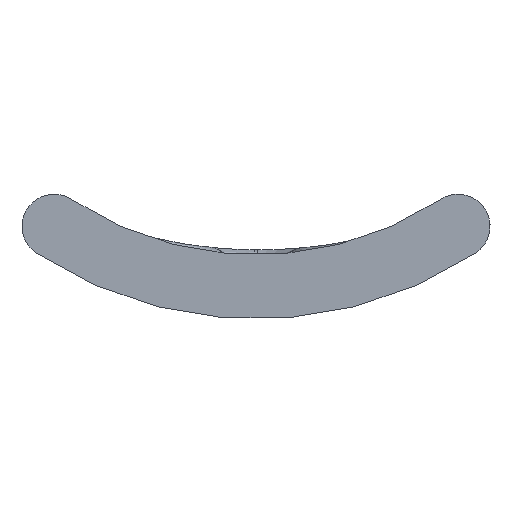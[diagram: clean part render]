
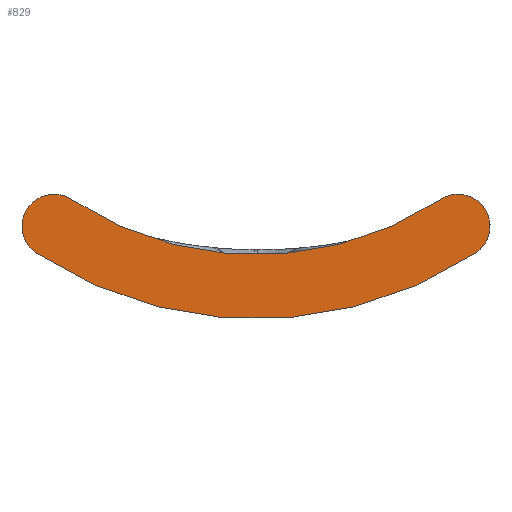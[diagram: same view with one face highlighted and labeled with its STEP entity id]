
A CAD part, left-side view. The second image highlights one B-rep face of the part: STEP entity #829.
In plain terms, the highlighted planar face has unit normal (-1, 0, 0).
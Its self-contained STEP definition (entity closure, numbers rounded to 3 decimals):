
#49 = DIRECTION ( 'NONE',  ( 1., 0., 0. ) ) ;
#125 = CARTESIAN_POINT ( 'NONE',  ( -122.5, 33.885, 29.77 ) ) ;
#150 = CARTESIAN_POINT ( 'NONE',  ( -122.5, 3.885, 69. ) ) ;
#453 = VERTEX_POINT ( 'NONE', #1800 ) ;
#471 = DIRECTION ( 'NONE',  ( 0., -1., 0. ) ) ;
#652 = CARTESIAN_POINT ( 'NONE',  ( -122.5, 29.77, 29.77 ) ) ;
#786 = ORIENTED_EDGE ( 'NONE', *, *, #1540, .F. ) ;
#829 = ADVANCED_FACE ( 'NONE', ( #1833 ), #1850, .F. ) ;
#940 = EDGE_CURVE ( 'NONE', #453, #1107, #1798, .T. ) ;
#951 = DIRECTION ( 'NONE',  ( 0., -1., 0. ) ) ;
#976 = DIRECTION ( 'NONE',  ( -1., 0., 0. ) ) ;
#1009 = ORIENTED_EDGE ( 'NONE', *, *, #3209, .F. ) ;
#1025 = ORIENTED_EDGE ( 'NONE', *, *, #3103, .F. ) ;
#1107 = VERTEX_POINT ( 'NONE', #3073 ) ;
#1128 = DIRECTION ( 'NONE',  ( 0., -1., 0. ) ) ;
#1209 = VERTEX_POINT ( 'NONE', #3380 ) ;
#1498 = DIRECTION ( 'NONE',  ( 1., 0., 0. ) ) ;
#1540 = EDGE_CURVE ( 'NONE', #1552, #1209, #3523, .T. ) ;
#1543 = ORIENTED_EDGE ( 'NONE', *, *, #3533, .F. ) ;
#1552 = VERTEX_POINT ( 'NONE', #125 ) ;
#1672 = DIRECTION ( 'NONE',  ( 0., -1., 0. ) ) ;
#1798 = CIRCLE ( 'NONE', #2529, 4.115 ) ;
#1800 = CARTESIAN_POINT ( 'NONE',  ( -122.5, -19.734, 33.205 ) ) ;
#1810 = AXIS2_PLACEMENT_3D ( 'NONE', #150, #976, #2061 ) ;
#1833 = FACE_OUTER_BOUND ( 'NONE', #2519, .T. ) ;
#1850 = PLANE ( 'NONE',  #3323 ) ;
#1968 = CIRCLE ( 'NONE', #1810, 42.885 ) ;
#2061 = DIRECTION ( 'NONE',  ( 0., -1., 0. ) ) ;
#2089 = CIRCLE ( 'NONE', #2149, 4.115 ) ;
#2131 = DIRECTION ( 'NONE',  ( 1., 0., 0. ) ) ;
#2149 = AXIS2_PLACEMENT_3D ( 'NONE', #652, #1498, #1672 ) ;
#2177 = ORIENTED_EDGE ( 'NONE', *, *, #940, .F. ) ;
#2234 = CARTESIAN_POINT ( 'NONE',  ( -122.5, -22., 29.77 ) ) ;
#2265 = AXIS2_PLACEMENT_3D ( 'NONE', #3395, #2306, #951 ) ;
#2306 = DIRECTION ( 'NONE',  ( 1., 0., 0. ) ) ;
#2431 = CIRCLE ( 'NONE', #3175, 51.115 ) ;
#2519 = EDGE_LOOP ( 'NONE', ( #2177, #1009, #786, #1543, #1025 ) ) ;
#2529 = AXIS2_PLACEMENT_3D ( 'NONE', #2234, #49, #1128 ) ;
#2738 = DIRECTION ( 'NONE',  ( 1., 0., 0. ) ) ;
#2917 = CARTESIAN_POINT ( 'NONE',  ( -122.5, 3.885, 69. ) ) ;
#2919 = CARTESIAN_POINT ( 'NONE',  ( -122.5, -9.057, 49.385 ) ) ;
#3073 = CARTESIAN_POINT ( 'NONE',  ( -122.5, -24.266, 26.336 ) ) ;
#3103 = EDGE_CURVE ( 'NONE', #1107, #3519, #2431, .T. ) ;
#3175 = AXIS2_PLACEMENT_3D ( 'NONE', #2917, #2131, #471 ) ;
#3209 = EDGE_CURVE ( 'NONE', #1209, #453, #1968, .T. ) ;
#3272 = DIRECTION ( 'NONE',  ( 0., -1., 0. ) ) ;
#3323 = AXIS2_PLACEMENT_3D ( 'NONE', #2919, #2738, #3272 ) ;
#3380 = CARTESIAN_POINT ( 'NONE',  ( -122.5, 27.504, 33.205 ) ) ;
#3383 = CARTESIAN_POINT ( 'NONE',  ( -122.5, 32.037, 26.336 ) ) ;
#3395 = CARTESIAN_POINT ( 'NONE',  ( -122.5, 29.77, 29.77 ) ) ;
#3519 = VERTEX_POINT ( 'NONE', #3383 ) ;
#3523 = CIRCLE ( 'NONE', #2265, 4.115 ) ;
#3533 = EDGE_CURVE ( 'NONE', #3519, #1552, #2089, .T. ) ;
